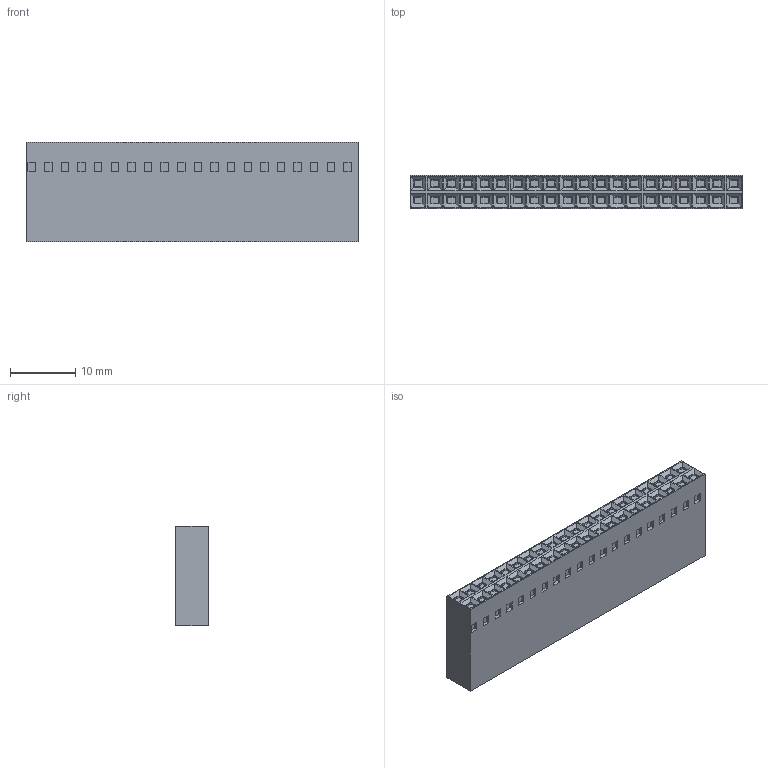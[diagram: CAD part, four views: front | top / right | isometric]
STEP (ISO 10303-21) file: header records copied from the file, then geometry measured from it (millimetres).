
FILE_DESCRIPTION((''),'2;1');
FILE_NAME('C-1-104482-8','2024-11-15T00:38:21',('workeradm'),('TE Connectivity Ltd.'),'CREO PARAMETRIC BY PTC INC, 2021072','CREO PARAMETRIC BY PTC INC, 2021072','');
FILE_SCHEMA(('AUTOMOTIVE_DESIGN { 1 0 10303 214 1 1 1 1 }'));
Length unit declared in the file: millimetre
Products named in the file (1): C-1-104482-8
Bounding box: 50.75 x 5.03 x 15.24 mm (x, y, z)
Volume: 3652.1 mm3; surface area: 2679.5 mm2
Topology: 1 solids, 1 shells, 926 faces, 2212 edges, 1448 vertices
Faces by surface type: plane 926
Entity records: 26292 total; most frequent: CARTESIAN_POINT 4588, ORIENTED_EDGE 4424, DIRECTION 4064, VECTOR 2212, LINE 2212, EDGE_CURVE 2212, VERTEX_POINT 1448, EDGE_LOOP 1086
